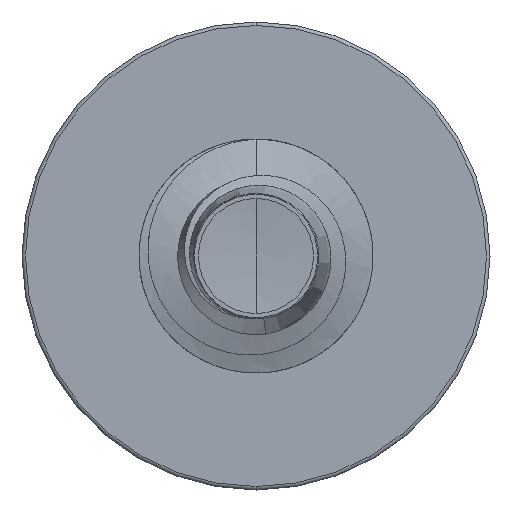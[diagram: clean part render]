
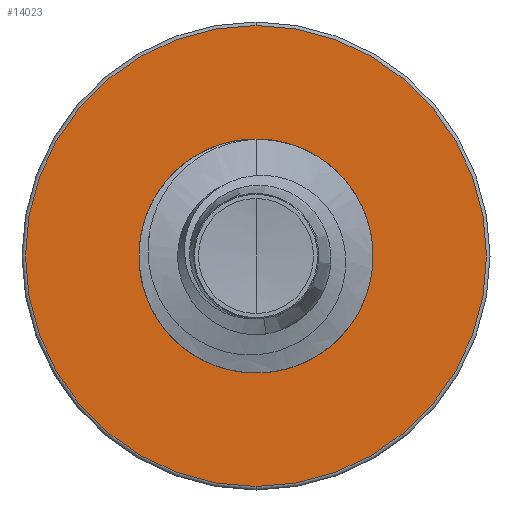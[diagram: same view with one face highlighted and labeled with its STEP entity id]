
A CAD part, front view. The second image highlights one B-rep face of the part: STEP entity #14023.
In plain terms, the highlighted planar face has unit normal (0, -1, 0).
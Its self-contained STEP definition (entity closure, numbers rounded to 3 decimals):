
#84 = VERTEX_POINT ( 'NONE', #2057 ) ;
#787 = CARTESIAN_POINT ( 'NONE',  ( 0., 12.5, 2.842 ) ) ;
#813 = CIRCLE ( 'NONE', #14397, 5.91 ) ;
#884 = AXIS2_PLACEMENT_3D ( 'NONE', #1295, #1270, #1245 ) ;
#1016 = DIRECTION ( 'NONE',  ( 0., 0., 1. ) ) ;
#1086 = DIRECTION ( 'NONE',  ( 0., 1., 0. ) ) ;
#1109 = CARTESIAN_POINT ( 'NONE',  ( 0., 12.5, 0. ) ) ;
#1146 = EDGE_CURVE ( 'NONE', #84, #3311, #13555, .T. ) ;
#1245 = DIRECTION ( 'NONE',  ( 0., 0., 1. ) ) ;
#1258 = AXIS2_PLACEMENT_3D ( 'NONE', #8160, #8076, #8056 ) ;
#1270 = DIRECTION ( 'NONE',  ( 0., 1., 0. ) ) ;
#1295 = CARTESIAN_POINT ( 'NONE',  ( 0., 12.5, 0. ) ) ;
#1640 = CIRCLE ( 'NONE', #884, 2.842 ) ;
#2051 = CARTESIAN_POINT ( 'NONE',  ( 0., 12.5, -5.91 ) ) ;
#2057 = CARTESIAN_POINT ( 'NONE',  ( 0., 12.5, 5.91 ) ) ;
#2261 = VERTEX_POINT ( 'NONE', #7203 ) ;
#2755 = FACE_OUTER_BOUND ( 'NONE', #12676, .T. ) ;
#3311 = VERTEX_POINT ( 'NONE', #2051 ) ;
#3703 = AXIS2_PLACEMENT_3D ( 'NONE', #11884, #11869, #11845 ) ;
#3904 = EDGE_CURVE ( 'NONE', #11221, #2261, #1640, .T. ) ;
#4900 = DIRECTION ( 'NONE',  ( 0., 1., 0. ) ) ;
#4911 = CARTESIAN_POINT ( 'NONE',  ( 0., 12.5, 0. ) ) ;
#4996 = DIRECTION ( 'NONE',  ( 0., 0., 1. ) ) ;
#5744 = ORIENTED_EDGE ( 'NONE', *, *, #1146, .F. ) ;
#5848 = ORIENTED_EDGE ( 'NONE', *, *, #5955, .F. ) ;
#5867 = ORIENTED_EDGE ( 'NONE', *, *, #3904, .T. ) ;
#5888 = ORIENTED_EDGE ( 'NONE', *, *, #13244, .T. ) ;
#5955 = EDGE_CURVE ( 'NONE', #3311, #84, #813, .T. ) ;
#6837 = FACE_BOUND ( 'NONE', #12792, .T. ) ;
#7203 = CARTESIAN_POINT ( 'NONE',  ( 0., 12.5, -2.842 ) ) ;
#8056 = DIRECTION ( 'NONE',  ( 0., 0., 1. ) ) ;
#8076 = DIRECTION ( 'NONE',  ( 0., 1., 0. ) ) ;
#8160 = CARTESIAN_POINT ( 'NONE',  ( 0., 12.5, -2.842 ) ) ;
#8265 = PLANE ( 'NONE',  #1258 ) ;
#11221 = VERTEX_POINT ( 'NONE', #787 ) ;
#11414 = AXIS2_PLACEMENT_3D ( 'NONE', #4911, #4900, #4996 ) ;
#11503 = CIRCLE ( 'NONE', #3703, 2.842 ) ;
#11845 = DIRECTION ( 'NONE',  ( 0., 0., 1. ) ) ;
#11869 = DIRECTION ( 'NONE',  ( 0., 1., 0. ) ) ;
#11884 = CARTESIAN_POINT ( 'NONE',  ( 0., 12.5, 0. ) ) ;
#12676 = EDGE_LOOP ( 'NONE', ( #5744, #5848 ) ) ;
#12792 = EDGE_LOOP ( 'NONE', ( #5867, #5888 ) ) ;
#13244 = EDGE_CURVE ( 'NONE', #2261, #11221, #11503, .T. ) ;
#13555 = CIRCLE ( 'NONE', #11414, 5.91 ) ;
#14023 = ADVANCED_FACE ( 'NONE', ( #2755, #6837 ), #8265, .F. ) ;
#14397 = AXIS2_PLACEMENT_3D ( 'NONE', #1109, #1086, #1016 ) ;
